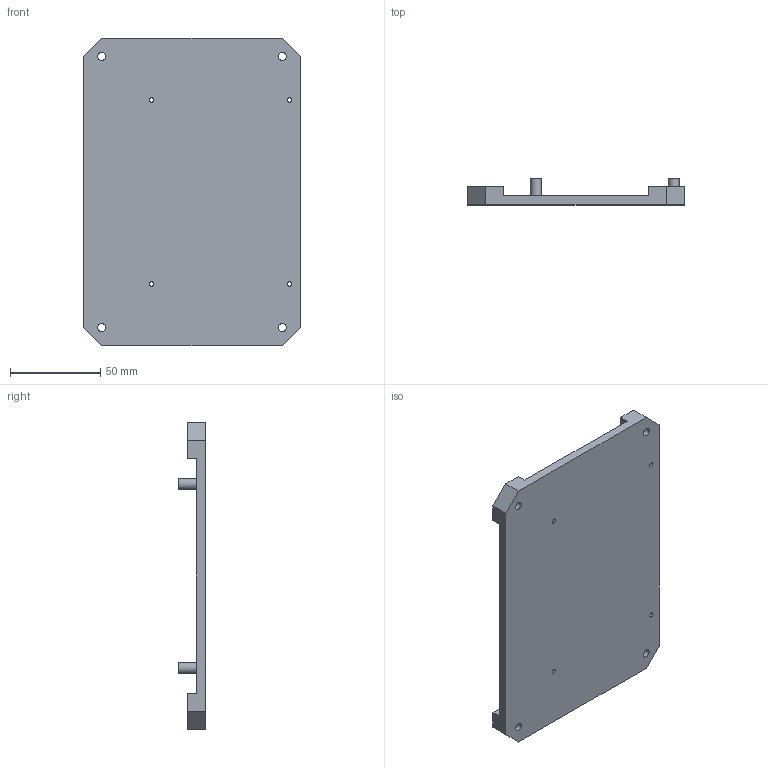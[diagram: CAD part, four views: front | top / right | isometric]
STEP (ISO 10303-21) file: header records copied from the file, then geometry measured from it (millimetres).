
FILE_DESCRIPTION(/* description */ (''),/* implementation_level */ '2;1');
FILE_NAME(/* name */ 'SKR1.4 Turbo Case Base.stp',/* time_stamp */ '2021-10-27T13:14:14+01:00',/* author */ ('alexr'),/* organization */ (''),/* preprocessor_version */ 'ST-DEVELOPER v18.1',/* originating_system */ 'Autodesk Inventor 2021',/* authorisation */ '');
FILE_SCHEMA (('AUTOMOTIVE_DESIGN { 1 0 10303 214 3 1 1 }'));
Length unit declared in the file: millimetre
Products named in the file (1): Prod5.2.1 - SKR1.4 Turbo Case Base
Bounding box: 120 x 14.5 x 170 mm (x, y, z)
Volume: 51398.1 mm3; surface area: 50431.8 mm2
Topology: 1 solids, 1 shells, 78 faces, 282 edges, 252 vertices
Faces by surface type: plane 66, cylinder 12
Full cylindrical faces by diameter (mm): 2.5 x4, 4.5 x4, 6 x4
Entity records: 2911 total; most frequent: CARTESIAN_POINT 563, ORIENTED_EDGE 464, DIRECTION 450, EDGE_CURVE 232, LINE 180, VECTOR 180, VERTEX_POINT 156, AXIS2_PLACEMENT_3D 135
